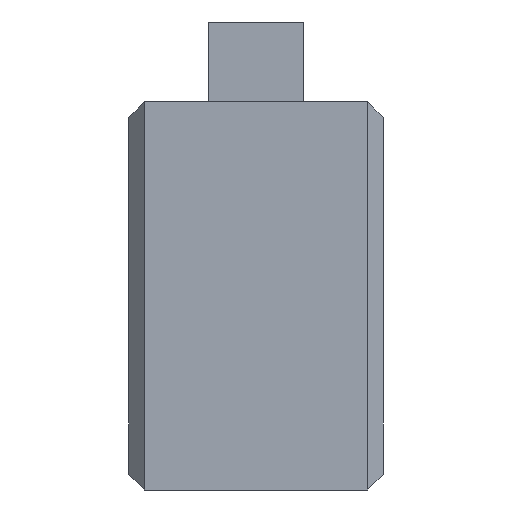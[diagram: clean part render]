
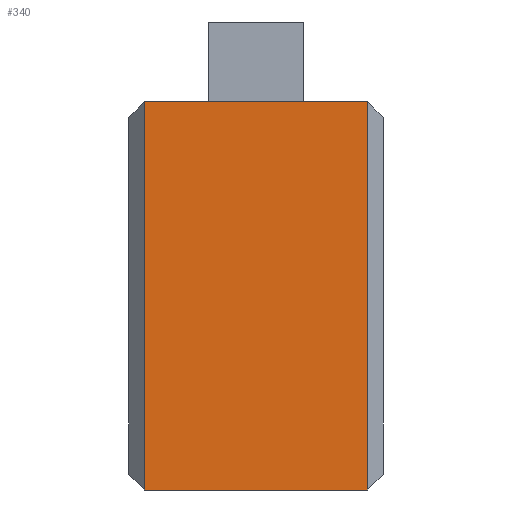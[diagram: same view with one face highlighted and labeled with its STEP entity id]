
A CAD part, left-side view. The second image highlights one B-rep face of the part: STEP entity #340.
In plain terms, the highlighted planar face has unit normal (-1, 0, 0).
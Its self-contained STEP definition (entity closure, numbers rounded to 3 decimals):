
#36=ORIENTED_EDGE('',*,*,#124,.F.);
#37=ORIENTED_EDGE('',*,*,#126,.T.);
#38=ORIENTED_EDGE('',*,*,#127,.T.);
#39=ORIENTED_EDGE('',*,*,#128,.T.);
#124=EDGE_CURVE('',#168,#169,#198,.T.);
#126=EDGE_CURVE('',#168,#170,#200,.T.);
#127=EDGE_CURVE('',#170,#171,#201,.T.);
#128=EDGE_CURVE('',#171,#169,#202,.T.);
#168=VERTEX_POINT('',#504);
#169=VERTEX_POINT('',#506);
#170=VERTEX_POINT('',#510);
#171=VERTEX_POINT('',#512);
#198=LINE('',#505,#244);
#200=LINE('',#509,#246);
#201=LINE('',#511,#247);
#202=LINE('',#513,#248);
#244=VECTOR('',#409,1000.);
#246=VECTOR('',#413,1000.);
#247=VECTOR('',#414,1000.);
#248=VECTOR('',#415,1000.);
#280=EDGE_LOOP('',(#36,#37,#38,#39));
#300=FACE_BOUND('',#280,.T.);
#320=PLANE('',#373);
#340=ADVANCED_FACE('',(#300),#320,.T.);
#373=AXIS2_PLACEMENT_3D('',#508,#411,#412);
#409=DIRECTION('',(0.,-1.,0.));
#411=DIRECTION('',(-1.,0.,0.));
#412=DIRECTION('',(0.,0.,1.));
#413=DIRECTION('',(0.,0.,-1.));
#414=DIRECTION('',(0.,-1.,0.));
#415=DIRECTION('',(0.,0.,1.));
#504=CARTESIAN_POINT('',(-126.5,75.,61.));
#505=CARTESIAN_POINT('',(-126.5,80.,61.));
#506=CARTESIAN_POINT('',(-126.5,5.,61.));
#508=CARTESIAN_POINT('',(-126.5,80.,61.));
#509=CARTESIAN_POINT('',(-126.5,75.,-61.));
#510=CARTESIAN_POINT('',(-126.5,75.,-61.));
#511=CARTESIAN_POINT('',(-126.5,80.,-61.));
#512=CARTESIAN_POINT('',(-126.5,5.,-61.));
#513=CARTESIAN_POINT('',(-126.5,5.,61.));
